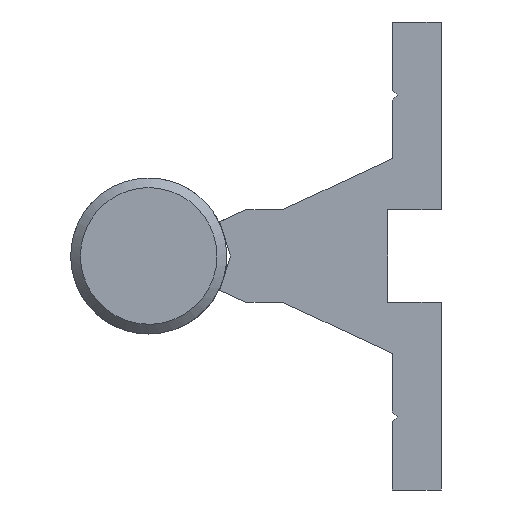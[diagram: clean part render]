
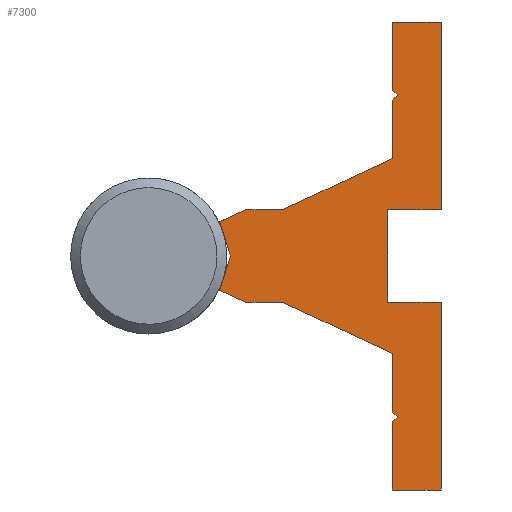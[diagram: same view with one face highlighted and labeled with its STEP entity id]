
A CAD part, left-side view. The second image highlights one B-rep face of the part: STEP entity #7300.
In plain terms, the highlighted free-form (B-spline) face has degree [1, 1] with [2, 2] control points.
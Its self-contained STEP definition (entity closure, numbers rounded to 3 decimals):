
#10 = CARTESIAN_POINT ('', (0., 5., 10.));
#20 = VERTEX_POINT ('', #10);
#30 = CARTESIAN_POINT ('', (0., 5., 16.));
#40 = VERTEX_POINT ('', #30);
#50 = CARTESIAN_POINT ('', (0., 5., 10.));
#60 = CARTESIAN_POINT ('', (0., 5., 16.));
#70 = B_SPLINE_CURVE_WITH_KNOTS ('', 1, (#50, #60), .UNSPECIFIED., .F., .U., (2, 2), (0., 1.), .UNSPECIFIED.);
#80 = EDGE_CURVE ('', #20, #40, #70, .T.);
#370 = CARTESIAN_POINT ('', (0., 4.5, 16.5));
#380 = VERTEX_POINT ('', #370);
#390 = CARTESIAN_POINT ('', (0., 5., 16.));
#400 = CARTESIAN_POINT ('', (0., 4.5, 16.5));
#410 = B_SPLINE_CURVE_WITH_KNOTS ('', 1, (#390, #400), .UNSPECIFIED., .F., .U., (2, 2), (0., 1.), .UNSPECIFIED.);
#420 = EDGE_CURVE ('', #40, #380, #410, .T.);
#670 = CARTESIAN_POINT ('', (0., 5., 17.));
#680 = VERTEX_POINT ('', #670);
#690 = CARTESIAN_POINT ('', (0., 5., 17.));
#700 = CARTESIAN_POINT ('', (0., 4.833, 16.833));
#710 = CARTESIAN_POINT ('', (0., 4.667, 16.667));
#720 = CARTESIAN_POINT ('', (0., 4.5, 16.5));
#730 = B_SPLINE_CURVE_WITH_KNOTS ('', 3, (#690, #700, #710, #720), .UNSPECIFIED., .F., .U., (4, 4), (0., 1.), .UNSPECIFIED.);
#740 = EDGE_CURVE ('', #680, #380, #730, .T.);
#970 = CARTESIAN_POINT ('', (0., 5., 24.));
#980 = VERTEX_POINT ('', #970);
#990 = CARTESIAN_POINT ('', (0., 5., 17.));
#1000 = CARTESIAN_POINT ('', (0., 5., 24.));
#1010 = B_SPLINE_CURVE_WITH_KNOTS ('', 1, (#990, #1000), .UNSPECIFIED., .F., .U., (2, 2), (0., 1.), .UNSPECIFIED.);
#1020 = EDGE_CURVE ('', #680, #980, #1010, .T.);
#1250 = CARTESIAN_POINT ('', (0., 0., 24.));
#1260 = VERTEX_POINT ('', #1250);
#1270 = CARTESIAN_POINT ('', (0., 5., 24.));
#1280 = CARTESIAN_POINT ('', (0., 0., 24.));
#1290 = B_SPLINE_CURVE_WITH_KNOTS ('', 1, (#1270, #1280), .UNSPECIFIED., .F., .U., (2, 2), (0., 1.), .UNSPECIFIED.);
#1300 = EDGE_CURVE ('', #980, #1260, #1290, .T.);
#1530 = CARTESIAN_POINT ('', (0., 0., 4.75));
#1540 = VERTEX_POINT ('', #1530);
#1550 = CARTESIAN_POINT ('', (0., 0., 24.));
#1560 = CARTESIAN_POINT ('', (0., 0., 4.75));
#1570 = B_SPLINE_CURVE_WITH_KNOTS ('', 1, (#1550, #1560), .UNSPECIFIED., .F., .U., (2, 2), (0., 1.), .UNSPECIFIED.);
#1580 = EDGE_CURVE ('', #1260, #1540, #1570, .T.);
#1810 = CARTESIAN_POINT ('', (0., 5.5, 4.75));
#1820 = VERTEX_POINT ('', #1810);
#1830 = CARTESIAN_POINT ('', (0., 0., 4.75));
#1840 = CARTESIAN_POINT ('', (0., 5.5, 4.75));
#1850 = B_SPLINE_CURVE_WITH_KNOTS ('', 1, (#1830, #1840), .UNSPECIFIED., .F., .U., (2, 2), (0., 1.), .UNSPECIFIED.);
#1860 = EDGE_CURVE ('', #1540, #1820, #1850, .T.);
#2090 = CARTESIAN_POINT ('', (0., 5.5, -4.75));
#2100 = VERTEX_POINT ('', #2090);
#2110 = CARTESIAN_POINT ('', (0., 5.5, 4.75));
#2120 = CARTESIAN_POINT ('', (0., 5.5, -4.75));
#2130 = B_SPLINE_CURVE_WITH_KNOTS ('', 1, (#2110, #2120), .UNSPECIFIED., .F., .U., (2, 2), (0., 1.), .UNSPECIFIED.);
#2140 = EDGE_CURVE ('', #1820, #2100, #2130, .T.);
#2370 = CARTESIAN_POINT ('', (0., 0., -4.75));
#2380 = VERTEX_POINT ('', #2370);
#2390 = CARTESIAN_POINT ('', (0., 0., -4.75));
#2400 = CARTESIAN_POINT ('', (0., 5.5, -4.75));
#2410 = B_SPLINE_CURVE_WITH_KNOTS ('', 1, (#2390, #2400), .UNSPECIFIED., .F., .U., (2, 2), (0., 1.), .UNSPECIFIED.);
#2420 = EDGE_CURVE ('', #2380, #2100, #2410, .T.);
#2650 = CARTESIAN_POINT ('', (0., 0., -24.));
#2660 = VERTEX_POINT ('', #2650);
#2670 = CARTESIAN_POINT ('', (0., 0., -24.));
#2680 = CARTESIAN_POINT ('', (0., 0., -4.75));
#2690 = B_SPLINE_CURVE_WITH_KNOTS ('', 1, (#2670, #2680), .UNSPECIFIED., .F., .U., (2, 2), (0., 1.), .UNSPECIFIED.);
#2700 = EDGE_CURVE ('', #2660, #2380, #2690, .T.);
#2930 = CARTESIAN_POINT ('', (0., 5., -24.));
#2940 = VERTEX_POINT ('', #2930);
#2950 = CARTESIAN_POINT ('', (0., 5., -24.));
#2960 = CARTESIAN_POINT ('', (0., 0., -24.));
#2970 = B_SPLINE_CURVE_WITH_KNOTS ('', 1, (#2950, #2960), .UNSPECIFIED., .F., .U., (2, 2), (0., 1.), .UNSPECIFIED.);
#2980 = EDGE_CURVE ('', #2940, #2660, #2970, .T.);
#3210 = CARTESIAN_POINT ('', (0., 5., -17.));
#3220 = VERTEX_POINT ('', #3210);
#3230 = CARTESIAN_POINT ('', (0., 5., -17.));
#3240 = CARTESIAN_POINT ('', (0., 5., -24.));
#3250 = B_SPLINE_CURVE_WITH_KNOTS ('', 1, (#3230, #3240), .UNSPECIFIED., .F., .U., (2, 2), (0., 1.), .UNSPECIFIED.);
#3260 = EDGE_CURVE ('', #3220, #2940, #3250, .T.);
#3490 = CARTESIAN_POINT ('', (0., 4.5, -16.5));
#3500 = VERTEX_POINT ('', #3490);
#3510 = CARTESIAN_POINT ('', (0., 4.5, -16.5));
#3520 = CARTESIAN_POINT ('', (0., 4.667, -16.667));
#3530 = CARTESIAN_POINT ('', (0., 4.833, -16.833));
#3540 = CARTESIAN_POINT ('', (0., 5., -17.));
#3550 = B_SPLINE_CURVE_WITH_KNOTS ('', 3, (#3510, #3520, #3530, #3540), .UNSPECIFIED., .F., .U., (4, 4), (0., 1.), .UNSPECIFIED.);
#3560 = EDGE_CURVE ('', #3500, #3220, #3550, .T.);
#3810 = CARTESIAN_POINT ('', (0., 5., -16.));
#3820 = VERTEX_POINT ('', #3810);
#3830 = CARTESIAN_POINT ('', (0., 4.5, -16.5));
#3840 = CARTESIAN_POINT ('', (0., 5., -16.));
#3850 = B_SPLINE_CURVE_WITH_KNOTS ('', 1, (#3830, #3840), .UNSPECIFIED., .F., .U., (2, 2), (0., 1.), .UNSPECIFIED.);
#3860 = EDGE_CURVE ('', #3500, #3820, #3850, .T.);
#4110 = CARTESIAN_POINT ('', (0., 5., -10.));
#4120 = VERTEX_POINT ('', #4110);
#4130 = CARTESIAN_POINT ('', (0., 5., -16.));
#4140 = CARTESIAN_POINT ('', (0., 5., -10.));
#4150 = B_SPLINE_CURVE_WITH_KNOTS ('', 1, (#4130, #4140), .UNSPECIFIED., .F., .U., (2, 2), (0., 1.), .UNSPECIFIED.);
#4160 = EDGE_CURVE ('', #3820, #4120, #4150, .T.);
#4390 = CARTESIAN_POINT ('', (0., 16.259, -4.75));
#4400 = VERTEX_POINT ('', #4390);
#4410 = CARTESIAN_POINT ('', (0., 5., -10.));
#4420 = CARTESIAN_POINT ('', (0., 16.259, -4.75));
#4430 = B_SPLINE_CURVE_WITH_KNOTS ('', 1, (#4410, #4420), .UNSPECIFIED., .F., .U., (2, 2), (0., 1.), .UNSPECIFIED.);
#4440 = EDGE_CURVE ('', #4120, #4400, #4430, .T.);
#4690 = CARTESIAN_POINT ('', (0., 20.045, -4.75));
#4700 = VERTEX_POINT ('', #4690);
#4710 = CARTESIAN_POINT ('', (0., 16.259, -4.75));
#4720 = CARTESIAN_POINT ('', (0., 20.045, -4.75));
#4730 = B_SPLINE_CURVE_WITH_KNOTS ('', 1, (#4710, #4720), .UNSPECIFIED., .F., .U., (2, 2), (0., 1.), .UNSPECIFIED.);
#4740 = EDGE_CURVE ('', #4400, #4700, #4730, .T.);
#4970 = CARTESIAN_POINT ('', (0., 22.726, -3.5));
#4980 = VERTEX_POINT ('', #4970);
#4990 = CARTESIAN_POINT ('', (0., 20.045, -4.75));
#5000 = CARTESIAN_POINT ('', (0., 22.726, -3.5));
#5010 = B_SPLINE_CURVE_WITH_KNOTS ('', 1, (#4990, #5000), .UNSPECIFIED., .F., .U., (2, 2), (0., 1.), .UNSPECIFIED.);
#5020 = EDGE_CURVE ('', #4700, #4980, #5010, .T.);
#5270 = CARTESIAN_POINT ('', (0., 21.622, 0.));
#5280 = VERTEX_POINT ('', #5270);
#5290 = CARTESIAN_POINT ('', (0., 22.726, -3.5));
#5300 = CARTESIAN_POINT ('', (0., 21.622, 0.));
#5310 = B_SPLINE_CURVE_WITH_KNOTS ('', 1, (#5290, #5300), .UNSPECIFIED., .F., .U., (2, 2), (0., 1.), .UNSPECIFIED.);
#5320 = EDGE_CURVE ('', #4980, #5280, #5310, .T.);
#5570 = CARTESIAN_POINT ('', (0., 22.726, 3.5));
#5580 = VERTEX_POINT ('', #5570);
#5590 = CARTESIAN_POINT ('', (0., 22.726, 3.5));
#5600 = CARTESIAN_POINT ('', (0., 22.358, 2.333));
#5610 = CARTESIAN_POINT ('', (0., 21.99, 1.167));
#5620 = CARTESIAN_POINT ('', (0., 21.622, 0.));
#5630 = B_SPLINE_CURVE_WITH_KNOTS ('', 3, (#5590, #5600, #5610, #5620), .UNSPECIFIED., .F., .U., (4, 4), (0., 1.), .UNSPECIFIED.);
#5640 = EDGE_CURVE ('', #5580, #5280, #5630, .T.);
#5890 = CARTESIAN_POINT ('', (0., 20.045, 4.75));
#5900 = VERTEX_POINT ('', #5890);
#5910 = CARTESIAN_POINT ('', (0., 22.726, 3.5));
#5920 = CARTESIAN_POINT ('', (0., 20.045, 4.75));
#5930 = B_SPLINE_CURVE_WITH_KNOTS ('', 1, (#5910, #5920), .UNSPECIFIED., .F., .U., (2, 2), (0., 1.), .UNSPECIFIED.);
#5940 = EDGE_CURVE ('', #5580, #5900, #5930, .T.);
#6190 = CARTESIAN_POINT ('', (0., 16.259, 4.75));
#6200 = VERTEX_POINT ('', #6190);
#6210 = CARTESIAN_POINT ('', (0., 20.045, 4.75));
#6220 = CARTESIAN_POINT ('', (0., 16.259, 4.75));
#6230 = B_SPLINE_CURVE_WITH_KNOTS ('', 1, (#6210, #6220), .UNSPECIFIED., .F., .U., (2, 2), (0., 1.), .UNSPECIFIED.);
#6240 = EDGE_CURVE ('', #5900, #6200, #6230, .T.);
#6470 = CARTESIAN_POINT ('', (0., 16.259, 4.75));
#6480 = CARTESIAN_POINT ('', (0., 5., 10.));
#6490 = B_SPLINE_CURVE_WITH_KNOTS ('', 1, (#6470, #6480), .UNSPECIFIED., .F., .U., (2, 2), (0., 1.), .UNSPECIFIED.);
#6500 = EDGE_CURVE ('', #6200, #20, #6490, .T.);
#7000 = ORIENTED_EDGE ('', *, *, #2140, .F.);
#7010 = ORIENTED_EDGE ('', *, *, #1860, .F.);
#7020 = ORIENTED_EDGE ('', *, *, #1580, .F.);
#7030 = ORIENTED_EDGE ('', *, *, #1300, .F.);
#7040 = ORIENTED_EDGE ('', *, *, #1020, .F.);
#7050 = ORIENTED_EDGE ('', *, *, #740, .T.);
#7060 = ORIENTED_EDGE ('', *, *, #420, .F.);
#7070 = ORIENTED_EDGE ('', *, *, #80, .F.);
#7080 = ORIENTED_EDGE ('', *, *, #6500, .F.);
#7090 = ORIENTED_EDGE ('', *, *, #6240, .F.);
#7100 = ORIENTED_EDGE ('', *, *, #5940, .F.);
#7110 = ORIENTED_EDGE ('', *, *, #5640, .T.);
#7120 = ORIENTED_EDGE ('', *, *, #5320, .F.);
#7130 = ORIENTED_EDGE ('', *, *, #5020, .F.);
#7140 = ORIENTED_EDGE ('', *, *, #4740, .F.);
#7150 = ORIENTED_EDGE ('', *, *, #4440, .F.);
#7160 = ORIENTED_EDGE ('', *, *, #4160, .F.);
#7170 = ORIENTED_EDGE ('', *, *, #3860, .F.);
#7180 = ORIENTED_EDGE ('', *, *, #3560, .T.);
#7190 = ORIENTED_EDGE ('', *, *, #3260, .T.);
#7200 = ORIENTED_EDGE ('', *, *, #2980, .T.);
#7210 = ORIENTED_EDGE ('', *, *, #2700, .T.);
#7220 = ORIENTED_EDGE ('', *, *, #2420, .T.);
#7230 = EDGE_LOOP ('', (#7000, #7010, #7020, #7030, #7040, #7050, #7060, #7070, #7080, #7090, #7100, #7110, #7120, #7130, #7140, #7150, #7160, #7170, #7180, #7190, #7200, #7210, #7220));
#7240 = FACE_OUTER_BOUND ('', #7230, .T.);
#7250 = CARTESIAN_POINT ('', (0., 0., -24.));
#7260 = CARTESIAN_POINT ('', (0., 22.862, -24.));
#7270 = CARTESIAN_POINT ('', (0., 0., 24.));
#7280 = CARTESIAN_POINT ('', (0., 22.862, 24.));
#7290 = B_SPLINE_SURFACE_WITH_KNOTS ('', 1, 1, ((#7250, #7260), (#7270, #7280)), .UNSPECIFIED., .F., .F., .U., (2, 2), (2, 2), (0., 1.), (0., 1.), .UNSPECIFIED.);
#7300 = ADVANCED_FACE ('', (#7240), #7290, .T.);
